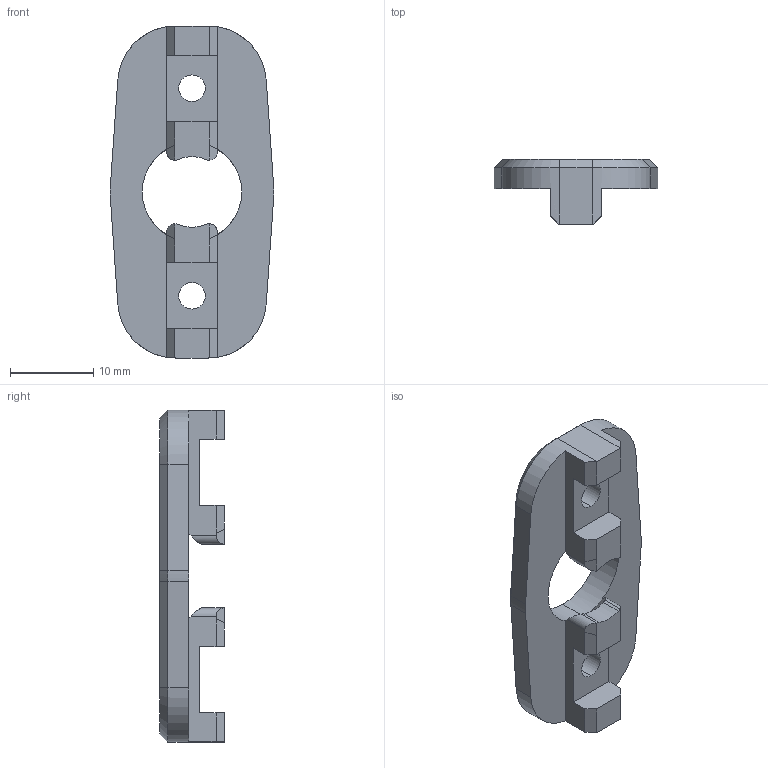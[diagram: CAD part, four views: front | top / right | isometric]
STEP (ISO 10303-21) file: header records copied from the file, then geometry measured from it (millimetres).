
FILE_DESCRIPTION (( 'STEP AP203' ), '1' );
FILE_NAME ('z_table_bearing_mount_top.STEP', '2019-06-25T20:13:03', ( '' ), ( '' ), 'SwSTEP 2.0', 'SolidWorks 2018', '' );
FILE_SCHEMA (( 'CONFIG_CONTROL_DESIGN' ));
Length unit declared in the file: inch
Products named in the file (1): z_table_bearing_mount_top
Bounding box: 19.72 x 7.8 x 40 mm (x, y, z)
Volume: 2435.3 mm3; surface area: 2026.1 mm2
Topology: 1 solids, 1 shells, 71 faces, 190 edges, 120 vertices
Faces by surface type: plane 41, cylinder 21, cone 9
Entity records: 2325 total; most frequent: CARTESIAN_POINT 480, ORIENTED_EDGE 380, DIRECTION 360, EDGE_CURVE 190, LINE 120, VECTOR 120, AXIS2_PLACEMENT_3D 120, VERTEX_POINT 120
